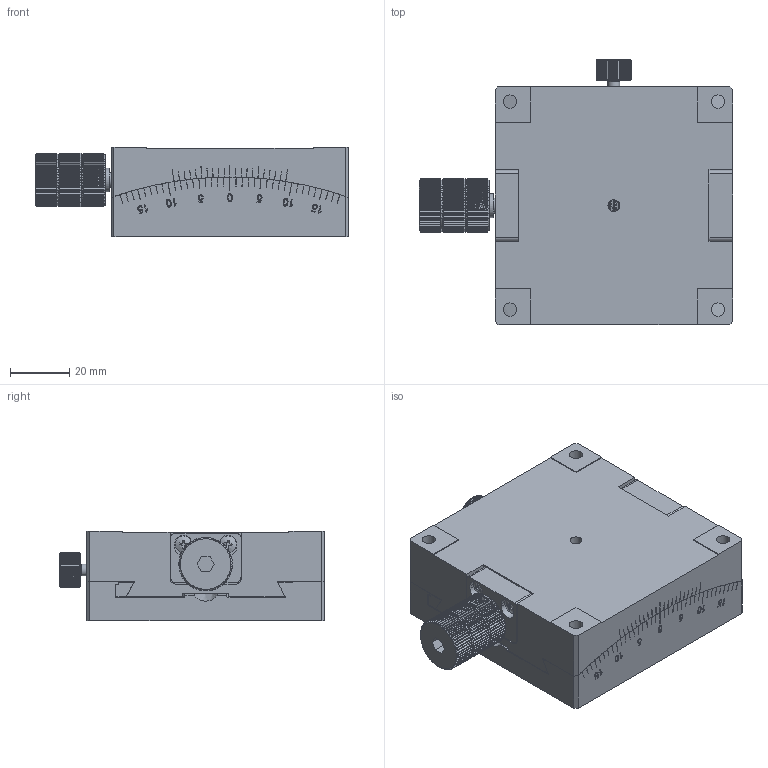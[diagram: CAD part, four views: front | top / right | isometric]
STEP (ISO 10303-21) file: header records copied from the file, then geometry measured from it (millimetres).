
FILE_DESCRIPTION (( 'STEP AP203' ), '1' );
FILE_NAME ('528953.STEP', '2024-11-12T06:24:24', ( 'Windows User' ), ( 'P R C' ), 'SwSTEP 2.0', 'SolidWorks 2020', '' );
FILE_SCHEMA (( 'CONFIG_CONTROL_DESIGN' ));
Length unit declared in the file: millimetre
Products named in the file (1): 528953
Bounding box: 105.5 x 89.22 x 30 mm (x, y, z)
Surface area: 56602 mm2 (no closed solid volume)
Topology: 0 solids, 16 shells, 1936 faces, 5357 edges, 3408 vertices
Faces by surface type: plane 971, cylinder 500, cone 270, bspline 195
Full cylindrical faces by diameter (mm): 2.2 x1, 2.5 x13, 3 x5, 3.3 x9, 4 x3, 4.5 x4, 5 x6, 5.6 x4, 7 x6, 8 x5, 9 x8, 9.5 x2, 11 x6, 13 x1
Entity records: 89525 total; most frequent: CARTESIAN_POINT 43060, ORIENTED_EDGE 10212, DIRECTION 8954, EDGE_CURVE 5107, VERTEX_POINT 3315, AXIS2_PLACEMENT_3D 3256, VECTOR 2442, LINE 2442
